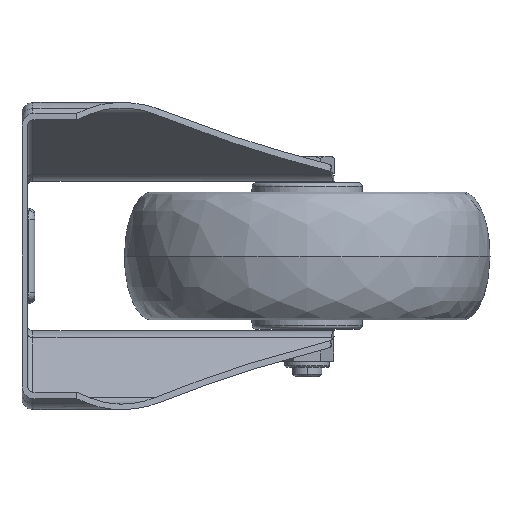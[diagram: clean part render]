
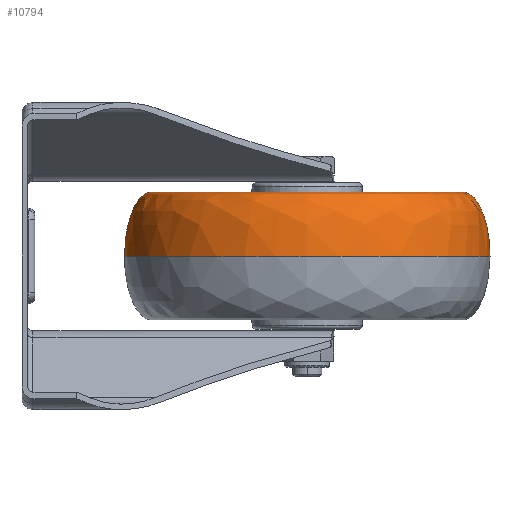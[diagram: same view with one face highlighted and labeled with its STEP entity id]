
A CAD part, left-side view. The second image highlights one B-rep face of the part: STEP entity #10794.
In plain terms, the highlighted free-form (B-spline) face has degree [3, 3] with [4, 4] control points.
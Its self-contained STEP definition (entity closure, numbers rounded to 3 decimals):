
#202 = CARTESIAN_POINT ( 'NONE',  ( -13.051, -78.84, 0. ) ) ;
#329 = VERTEX_POINT ( 'NONE', #1472 ) ;
#400 = DIRECTION ( 'NONE',  ( 0., -1., 0. ) ) ;
#429 =( BOUNDED_CURVE ( )  B_SPLINE_CURVE ( 3, ( #18216, #21358, #16611, #13114 ),
 .UNSPECIFIED., .F., .F. ) 
 B_SPLINE_CURVE_WITH_KNOTS ( ( 4, 4 ),
 ( 0., 1.571 ),
 .UNSPECIFIED. ) 
 CURVE ( )  GEOMETRIC_REPRESENTATION_ITEM ( )  RATIONAL_B_SPLINE_CURVE ( ( 1., 0.805, 0.805, 1. ) ) 
 REPRESENTATION_ITEM ( '' )  );
#1256 = AXIS2_PLACEMENT_3D ( 'NONE', #2454, #7475, #12542 ) ;
#1472 = CARTESIAN_POINT ( 'NONE',  ( -13.051, -78.84, 0. ) ) ;
#1483 = CARTESIAN_POINT ( 'NONE',  ( -113.051, -78.84, 10.251 ) ) ;
#2454 = CARTESIAN_POINT ( 'NONE',  ( -13.051, -128.84, 17.5 ) ) ;
#3147 = CARTESIAN_POINT ( 'NONE',  ( -113.051, -178.84, 0. ) ) ;
#3222 = CARTESIAN_POINT ( 'NONE',  ( -13.051, -178.84, 0. ) ) ;
#3415 = CIRCLE ( 'NONE', #13065, 50. ) ;
#3489 = CARTESIAN_POINT ( 'NONE',  ( -13.051, -86.34, 17.5 ) ) ;
#3665 =( BOUNDED_CURVE ( )  B_SPLINE_CURVE ( 3, ( #202, #15117, #11800, #3489 ),
 .UNSPECIFIED., .F., .F. ) 
 B_SPLINE_CURVE_WITH_KNOTS ( ( 4, 4 ),
 ( 4.712, 6.283 ),
 .UNSPECIFIED. ) 
 CURVE ( )  GEOMETRIC_REPRESENTATION_ITEM ( )  RATIONAL_B_SPLINE_CURVE ( ( 1., 0.805, 0.805, 1. ) ) 
 REPRESENTATION_ITEM ( '' )  );
#3843 = CARTESIAN_POINT ( 'NONE',  ( -13.051, -128.84, 0. ) ) ;
#5563 = EDGE_CURVE ( 'NONE', #13601, #16828, #15705, .T. ) ;
#5676 = EDGE_LOOP ( 'NONE', ( #13873, #9332, #15462, #7429 ) ) ;
#6576 = CARTESIAN_POINT ( 'NONE',  ( -13.051, -175.733, 17.5 ) ) ;
#6721 = CARTESIAN_POINT ( 'NONE',  ( -13.051, -81.946, 17.5 ) ) ;
#6774 = CARTESIAN_POINT ( 'NONE',  ( -13.051, -86.34, 17.5 ) ) ;
#7123 = DIRECTION ( 'NONE',  ( 0., 0., 1. ) ) ;
#7429 = ORIENTED_EDGE ( 'NONE', *, *, #5563, .F. ) ;
#7475 = DIRECTION ( 'NONE',  ( 0., 0., 1. ) ) ;
#8333 = CARTESIAN_POINT ( 'NONE',  ( -113.051, -78.84, 0. ) ) ;
#9332 = ORIENTED_EDGE ( 'NONE', *, *, #14225, .T. ) ;
#9948 = CARTESIAN_POINT ( 'NONE',  ( -106.838, -175.733, 17.5 ) ) ;
#10437 = CARTESIAN_POINT ( 'NONE',  ( -13.051, -171.34, 17.5 ) ) ;
#10794 = ADVANCED_FACE ( 'NONE', ( #19356 ), #19024, .F. ) ;
#11534 = CARTESIAN_POINT ( 'NONE',  ( -106.838, -81.946, 17.5 ) ) ;
#11694 = VERTEX_POINT ( 'NONE', #14753 ) ;
#11800 = CARTESIAN_POINT ( 'NONE',  ( -13.051, -81.946, 17.5 ) ) ;
#12542 = DIRECTION ( 'NONE',  ( 0., 1., 0. ) ) ;
#13065 = AXIS2_PLACEMENT_3D ( 'NONE', #3843, #7123, #400 ) ;
#13114 = CARTESIAN_POINT ( 'NONE',  ( -13.051, -178.84, 0. ) ) ;
#13170 = CARTESIAN_POINT ( 'NONE',  ( -13.051, -86.34, 17.5 ) ) ;
#13252 = CARTESIAN_POINT ( 'NONE',  ( -13.051, -78.84, 10.251 ) ) ;
#13293 = EDGE_CURVE ( 'NONE', #329, #13601, #3665, .T. ) ;
#13601 = VERTEX_POINT ( 'NONE', #6774 ) ;
#13873 = ORIENTED_EDGE ( 'NONE', *, *, #13293, .F. ) ;
#14017 = EDGE_CURVE ( 'NONE', #16828, #11694, #429, .T. ) ;
#14225 = EDGE_CURVE ( 'NONE', #329, #11694, #3415, .T. ) ;
#14648 = CARTESIAN_POINT ( 'NONE',  ( -13.051, -171.34, 17.5 ) ) ;
#14753 = CARTESIAN_POINT ( 'NONE',  ( -13.051, -178.84, 0. ) ) ;
#14864 = CARTESIAN_POINT ( 'NONE',  ( -98.051, -171.34, 17.5 ) ) ;
#14934 = CARTESIAN_POINT ( 'NONE',  ( -13.051, -178.84, 10.251 ) ) ;
#15087 = CARTESIAN_POINT ( 'NONE',  ( -13.051, -78.84, 0. ) ) ;
#15117 = CARTESIAN_POINT ( 'NONE',  ( -13.051, -78.84, 10.251 ) ) ;
#15462 = ORIENTED_EDGE ( 'NONE', *, *, #14017, .F. ) ;
#15705 = CIRCLE ( 'NONE', #1256, 42.5 ) ;
#16611 = CARTESIAN_POINT ( 'NONE',  ( -13.051, -178.84, 10.251 ) ) ;
#16828 = VERTEX_POINT ( 'NONE', #10437 ) ;
#18216 = CARTESIAN_POINT ( 'NONE',  ( -13.051, -171.34, 17.5 ) ) ;
#19024 =( BOUNDED_SURFACE ( )  B_SPLINE_SURFACE ( 3, 3, ( 
 ( #14648, #14864, #19857, #13170 ),
 ( #6576, #9948, #11534, #6721 ),
 ( #14934, #21470, #1483, #13252 ),
 ( #3222, #3147, #8333, #15087 ) ),
 .UNSPECIFIED., .F., .F., .F. ) 
 B_SPLINE_SURFACE_WITH_KNOTS ( ( 4, 4 ),
 ( 4, 4 ),
 ( 0., 1. ),
 ( 0., 1. ),
 .UNSPECIFIED. ) 
 GEOMETRIC_REPRESENTATION_ITEM ( )  RATIONAL_B_SPLINE_SURFACE ( (
 ( 1., 0.333, 0.333, 1.),
 ( 0.805, 0.268, 0.268, 0.805),
 ( 0.805, 0.268, 0.268, 0.805),
 ( 1., 0.333, 0.333, 1.) ) ) 
 REPRESENTATION_ITEM ( '' )  SURFACE ( )  );
#19356 = FACE_OUTER_BOUND ( 'NONE', #5676, .T. ) ;
#19857 = CARTESIAN_POINT ( 'NONE',  ( -98.051, -86.34, 17.5 ) ) ;
#21358 = CARTESIAN_POINT ( 'NONE',  ( -13.051, -175.733, 17.5 ) ) ;
#21470 = CARTESIAN_POINT ( 'NONE',  ( -113.051, -178.84, 10.251 ) ) ;
